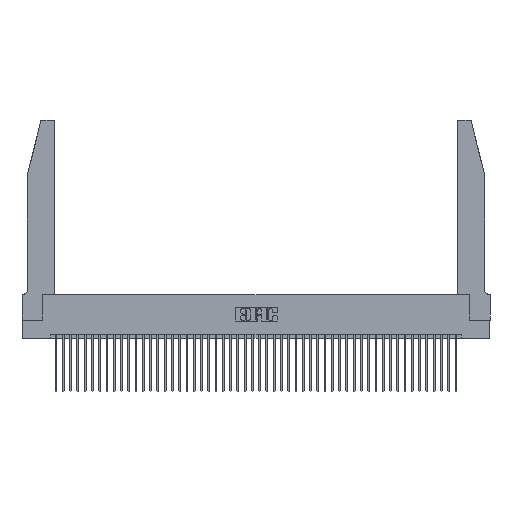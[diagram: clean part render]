
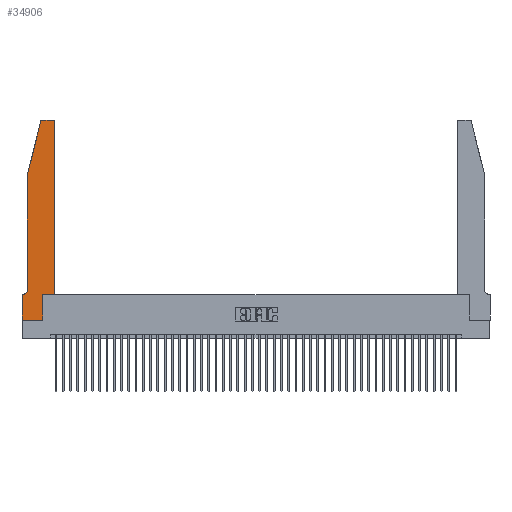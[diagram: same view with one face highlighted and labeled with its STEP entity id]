
A CAD part, top view. The second image highlights one B-rep face of the part: STEP entity #34906.
In plain terms, the highlighted planar face has unit normal (0, 0, 1).
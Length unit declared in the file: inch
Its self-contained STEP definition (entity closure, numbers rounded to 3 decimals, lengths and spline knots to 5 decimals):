
#360 = CIRCLE ( 'NONE', #32662, 0.03 ) ;
#690 = EDGE_CURVE ( 'NONE', #31811, #38371, #43887, .T. ) ;
#1301 = LINE ( 'NONE', #19412, #34791 ) ;
#1920 = CARTESIAN_POINT ( 'NONE',  ( 0., 0., 0.37 ) ) ;
#2287 = VECTOR ( 'NONE', #7576, 39.37008 ) ;
#2310 = CARTESIAN_POINT ( 'NONE',  ( 0.0755, 0.35, 0.37 ) ) ;
#3358 = PLANE ( 'NONE',  #27316 ) ;
#3918 = LINE ( 'NONE', #10371, #30607 ) ;
#4034 = CARTESIAN_POINT ( 'NONE',  ( 0.0055, 0.35, 0.37 ) ) ;
#4659 = VECTOR ( 'NONE', #13270, 39.37008 ) ;
#4879 = EDGE_CURVE ( 'NONE', #10243, #19946, #30671, .T. ) ;
#5514 = DIRECTION ( 'NONE',  ( 1., 0., 0. ) ) ;
#6407 = DIRECTION ( 'NONE',  ( 0., 0., 1. ) ) ;
#7265 = EDGE_CURVE ( 'NONE', #24092, #35937, #360, .T. ) ;
#7576 = DIRECTION ( 'NONE',  ( -0.239, -0.971, 0. ) ) ;
#7897 = LINE ( 'NONE', #40026, #11840 ) ;
#9253 = LINE ( 'NONE', #2310, #4659 ) ;
#9982 = EDGE_CURVE ( 'NONE', #46012, #25351, #37828, .T. ) ;
#10162 = CARTESIAN_POINT ( 'NONE',  ( 0.2605, 2.75, 0.37 ) ) ;
#10243 = VERTEX_POINT ( 'NONE', #14407 ) ;
#10306 = AXIS2_PLACEMENT_3D ( 'NONE', #19906, #13057, #13216 ) ;
#10371 = CARTESIAN_POINT ( 'NONE',  ( 0.4505, 0.35, 0.37 ) ) ;
#11491 = CARTESIAN_POINT ( 'NONE',  ( 0.0755, 0.42, 0.37 ) ) ;
#11840 = VECTOR ( 'NONE', #21084, 39.37008 ) ;
#12522 = ORIENTED_EDGE ( 'NONE', *, *, #34036, .T. ) ;
#12765 = DIRECTION ( 'NONE',  ( 1., 0., 0. ) ) ;
#13057 = DIRECTION ( 'NONE',  ( 0., 0., -1. ) ) ;
#13121 = CARTESIAN_POINT ( 'NONE',  ( 0.4205, 2.72, 0.37 ) ) ;
#13216 = DIRECTION ( 'NONE',  ( -1., 0., 0. ) ) ;
#13270 = DIRECTION ( 'NONE',  ( -1., 0., 0. ) ) ;
#13366 = VECTOR ( 'NONE', #41185, 39.37008 ) ;
#13709 = DIRECTION ( 'NONE',  ( 1., 0., 0. ) ) ;
#14407 = CARTESIAN_POINT ( 'NONE',  ( 0., 0., 0.37 ) ) ;
#15601 = CARTESIAN_POINT ( 'NONE',  ( 0.0755, 2., 0.37 ) ) ;
#15856 = VERTEX_POINT ( 'NONE', #30950 ) ;
#16368 = CARTESIAN_POINT ( 'NONE',  ( 0.4205, 2.75, 0.37 ) ) ;
#17538 = CARTESIAN_POINT ( 'NONE',  ( 0.284, 2.72, 0.37 ) ) ;
#17668 = ORIENTED_EDGE ( 'NONE', *, *, #7265, .T. ) ;
#17765 = ORIENTED_EDGE ( 'NONE', *, *, #690, .T. ) ;
#18202 = ORIENTED_EDGE ( 'NONE', *, *, #19865, .T. ) ;
#19412 = CARTESIAN_POINT ( 'NONE',  ( 0., 0., 0.37 ) ) ;
#19788 = CIRCLE ( 'NONE', #10306, 0.07 ) ;
#19865 = EDGE_CURVE ( 'NONE', #38371, #46007, #19788, .T. ) ;
#19906 = CARTESIAN_POINT ( 'NONE',  ( 0.0055, 0.42, 0.37 ) ) ;
#19946 = VERTEX_POINT ( 'NONE', #42771 ) ;
#21084 = DIRECTION ( 'NONE',  ( 0., 1., 0. ) ) ;
#21474 = AXIS2_PLACEMENT_3D ( 'NONE', #17538, #6407, #13709 ) ;
#21505 = ORIENTED_EDGE ( 'NONE', *, *, #46577, .T. ) ;
#22765 = ORIENTED_EDGE ( 'NONE', *, *, #36160, .T. ) ;
#23701 = DIRECTION ( 'NONE',  ( 0., -1., 0. ) ) ;
#24092 = VERTEX_POINT ( 'NONE', #27220 ) ;
#24306 = VECTOR ( 'NONE', #12765, 39.37008 ) ;
#24409 = CARTESIAN_POINT ( 'NONE',  ( 0.4505, 0.35, 0.37 ) ) ;
#25157 = ORIENTED_EDGE ( 'NONE', *, *, #29265, .T. ) ;
#25332 = EDGE_LOOP ( 'NONE', ( #35875, #37495, #41127, #17765, #18202, #12522, #21505, #39044, #22765, #39780, #25157, #17668 ) ) ;
#25351 = VERTEX_POINT ( 'NONE', #24409 ) ;
#26928 = CARTESIAN_POINT ( 'NONE',  ( 0., 0.35, 0.37 ) ) ;
#27220 = CARTESIAN_POINT ( 'NONE',  ( 0.4505, 2.72, 0.37 ) ) ;
#27316 = AXIS2_PLACEMENT_3D ( 'NONE', #43245, #39456, #39904 ) ;
#28290 = DIRECTION ( 'NONE',  ( 0., 1., 0. ) ) ;
#28687 = DIRECTION ( 'NONE',  ( 1., 0., 0. ) ) ;
#29265 = EDGE_CURVE ( 'NONE', #25351, #24092, #3918, .T. ) ;
#30287 = LINE ( 'NONE', #10162, #31442 ) ;
#30607 = VECTOR ( 'NONE', #28290, 39.37008 ) ;
#30671 = LINE ( 'NONE', #1920, #36298 ) ;
#30950 = CARTESIAN_POINT ( 'NONE',  ( 0.284, 2.75, 0.37 ) ) ;
#31442 = VECTOR ( 'NONE', #46432, 39.37008 ) ;
#31811 = VERTEX_POINT ( 'NONE', #42576 ) ;
#32662 = AXIS2_PLACEMENT_3D ( 'NONE', #13121, #38416, #5514 ) ;
#32672 = VERTEX_POINT ( 'NONE', #34872 ) ;
#32910 = FACE_OUTER_BOUND ( 'NONE', #25332, .T. ) ;
#33327 = CIRCLE ( 'NONE', #21474, 0.03 ) ;
#34036 = EDGE_CURVE ( 'NONE', #46007, #42542, #9253, .T. ) ;
#34791 = VECTOR ( 'NONE', #23701, 39.37008 ) ;
#34872 = CARTESIAN_POINT ( 'NONE',  ( 0.25487, 2.72718, 0.37 ) ) ;
#34906 = ADVANCED_FACE ( 'NONE', ( #32910 ), #3358, .T. ) ;
#35875 = ORIENTED_EDGE ( 'NONE', *, *, #39893, .T. ) ;
#35937 = VERTEX_POINT ( 'NONE', #16368 ) ;
#36160 = EDGE_CURVE ( 'NONE', #19946, #46012, #7897, .T. ) ;
#36298 = VECTOR ( 'NONE', #28687, 39.37008 ) ;
#37495 = ORIENTED_EDGE ( 'NONE', *, *, #43393, .T. ) ;
#37828 = LINE ( 'NONE', #39045, #24306 ) ;
#38371 = VERTEX_POINT ( 'NONE', #11491 ) ;
#38416 = DIRECTION ( 'NONE',  ( 0., 0., 1. ) ) ;
#39044 = ORIENTED_EDGE ( 'NONE', *, *, #4879, .T. ) ;
#39045 = CARTESIAN_POINT ( 'NONE',  ( 0.4505, 0.35, 0.37 ) ) ;
#39456 = DIRECTION ( 'NONE',  ( 0., 0., 1. ) ) ;
#39780 = ORIENTED_EDGE ( 'NONE', *, *, #9982, .T. ) ;
#39893 = EDGE_CURVE ( 'NONE', #35937, #15856, #30287, .T. ) ;
#39904 = DIRECTION ( 'NONE',  ( 1., 0., 0. ) ) ;
#40026 = CARTESIAN_POINT ( 'NONE',  ( 0.2865, 0.35, 0.37 ) ) ;
#40770 = LINE ( 'NONE', #43667, #2287 ) ;
#41127 = ORIENTED_EDGE ( 'NONE', *, *, #42403, .T. ) ;
#41185 = DIRECTION ( 'NONE',  ( 0., -1., 0. ) ) ;
#42403 = EDGE_CURVE ( 'NONE', #32672, #31811, #40770, .T. ) ;
#42542 = VERTEX_POINT ( 'NONE', #26928 ) ;
#42576 = CARTESIAN_POINT ( 'NONE',  ( 0.0755, 2., 0.37 ) ) ;
#42771 = CARTESIAN_POINT ( 'NONE',  ( 0.2865, 0., 0.37 ) ) ;
#43245 = CARTESIAN_POINT ( 'NONE',  ( 0., 0.35, 0.37 ) ) ;
#43393 = EDGE_CURVE ( 'NONE', #15856, #32672, #33327, .T. ) ;
#43667 = CARTESIAN_POINT ( 'NONE',  ( 0.0755, 2., 0.37 ) ) ;
#43792 = CARTESIAN_POINT ( 'NONE',  ( 0.2865, 0.35, 0.37 ) ) ;
#43887 = LINE ( 'NONE', #15601, #13366 ) ;
#46007 = VERTEX_POINT ( 'NONE', #4034 ) ;
#46012 = VERTEX_POINT ( 'NONE', #43792 ) ;
#46432 = DIRECTION ( 'NONE',  ( -1., 0., 0. ) ) ;
#46577 = EDGE_CURVE ( 'NONE', #42542, #10243, #1301, .T. ) ;
